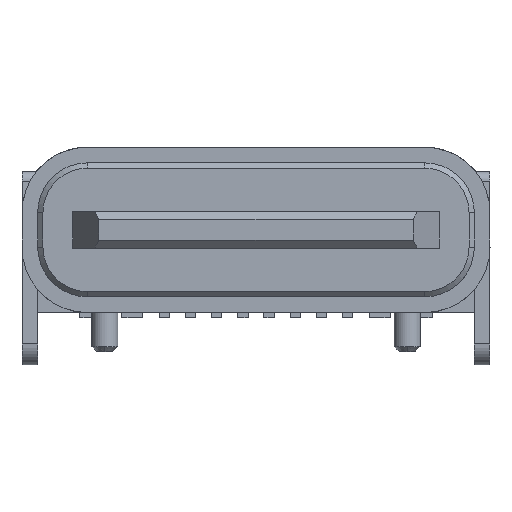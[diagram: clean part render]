
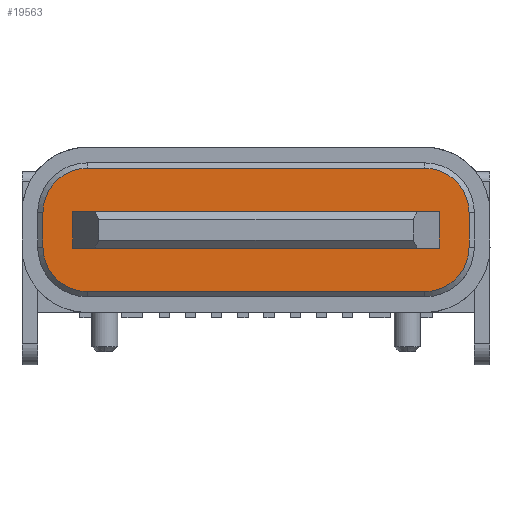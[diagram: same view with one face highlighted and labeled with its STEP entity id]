
A CAD part, front view. The second image highlights one B-rep face of the part: STEP entity #19563.
In plain terms, the highlighted planar face has unit normal (0, -1, 0).
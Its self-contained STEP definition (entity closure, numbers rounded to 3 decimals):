
#108 = VECTOR ( 'NONE', #9867, 1000. ) ;
#176 = VERTEX_POINT ( 'NONE', #4241 ) ;
#457 = VERTEX_POINT ( 'NONE', #3980 ) ;
#508 = DIRECTION ( 'NONE',  ( -1., 0., 0. ) ) ;
#774 = CARTESIAN_POINT ( 'NONE',  ( -3.5, 1.665, -0.35 ) ) ;
#1109 = LINE ( 'NONE', #24706, #6041 ) ;
#1317 = DIRECTION ( 'NONE',  ( 0., -1., 0. ) ) ;
#1494 = FACE_OUTER_BOUND ( 'NONE', #7989, .T. ) ;
#1502 = CARTESIAN_POINT ( 'NONE',  ( 4.07, 1.665, -0.33 ) ) ;
#1538 = ORIENTED_EDGE ( 'NONE', *, *, #11546, .T. ) ;
#1739 = EDGE_CURVE ( 'NONE', #176, #7038, #18860, .T. ) ;
#2316 = EDGE_CURVE ( 'NONE', #10450, #23796, #6197, .T. ) ;
#2577 = VERTEX_POINT ( 'NONE', #15869 ) ;
#2800 = AXIS2_PLACEMENT_3D ( 'NONE', #25447, #13571, #21521 ) ;
#3369 = CARTESIAN_POINT ( 'NONE',  ( -4.07, 1.665, 0.33 ) ) ;
#3424 = ORIENTED_EDGE ( 'NONE', *, *, #7681, .T. ) ;
#3621 = CARTESIAN_POINT ( 'NONE',  ( 3.22, 1.665, -0.33 ) ) ;
#3980 = CARTESIAN_POINT ( 'NONE',  ( -4.07, 1.665, 0.33 ) ) ;
#4235 = LINE ( 'NONE', #15755, #6023 ) ;
#4241 = CARTESIAN_POINT ( 'NONE',  ( -3.5, 1.665, 0.35 ) ) ;
#4357 = CARTESIAN_POINT ( 'NONE',  ( -3.22, 1.665, 1.18 ) ) ;
#5169 = DIRECTION ( 'NONE',  ( 1., 0., 0. ) ) ;
#5513 = ORIENTED_EDGE ( 'NONE', *, *, #5954, .T. ) ;
#5782 = AXIS2_PLACEMENT_3D ( 'NONE', #25273, #1317, #23316 ) ;
#5954 = EDGE_CURVE ( 'NONE', #2577, #25766, #1109, .T. ) ;
#6023 = VECTOR ( 'NONE', #16017, 1000. ) ;
#6041 = VECTOR ( 'NONE', #16846, 1000. ) ;
#6187 = CARTESIAN_POINT ( 'NONE',  ( 4.07, 1.665, 0.33 ) ) ;
#6197 = LINE ( 'NONE', #21929, #15633 ) ;
#6364 = VECTOR ( 'NONE', #508, 1000. ) ;
#6565 = ORIENTED_EDGE ( 'NONE', *, *, #19706, .T. ) ;
#7038 = VERTEX_POINT ( 'NONE', #774 ) ;
#7681 = EDGE_CURVE ( 'NONE', #25204, #457, #21125, .T. ) ;
#7703 = AXIS2_PLACEMENT_3D ( 'NONE', #17275, #19464, #17783 ) ;
#7989 = EDGE_LOOP ( 'NONE', ( #5513, #1538, #25184, #6565, #14342, #3424, #12793, #20776 ) ) ;
#8164 = CARTESIAN_POINT ( 'NONE',  ( 3.5, 1.665, -0.35 ) ) ;
#9303 = DIRECTION ( 'NONE',  ( 0., 0., -1. ) ) ;
#9431 = LINE ( 'NONE', #3369, #25130 ) ;
#9451 = CARTESIAN_POINT ( 'NONE',  ( 4.07, 1.665, 0.33 ) ) ;
#9464 = CARTESIAN_POINT ( 'NONE',  ( 3.22, 1.665, 1.18 ) ) ;
#9867 = DIRECTION ( 'NONE',  ( 1., 0., 0. ) ) ;
#9918 = DIRECTION ( 'NONE',  ( 1., 0., 0. ) ) ;
#10433 = EDGE_LOOP ( 'NONE', ( #23627, #14396, #10540, #19941 ) ) ;
#10450 = VERTEX_POINT ( 'NONE', #8164 ) ;
#10540 = ORIENTED_EDGE ( 'NONE', *, *, #1739, .F. ) ;
#11198 = VERTEX_POINT ( 'NONE', #9451 ) ;
#11546 = EDGE_CURVE ( 'NONE', #25766, #17183, #19344, .T. ) ;
#11969 = LINE ( 'NONE', #25414, #108 ) ;
#12793 = ORIENTED_EDGE ( 'NONE', *, *, #22522, .T. ) ;
#12820 = VECTOR ( 'NONE', #16898, 1000. ) ;
#12855 = CARTESIAN_POINT ( 'NONE',  ( 3.5, 1.665, 0.35 ) ) ;
#13554 = AXIS2_PLACEMENT_3D ( 'NONE', #19066, #18933, #5169 ) ;
#13571 = DIRECTION ( 'NONE',  ( 0., -1., 0. ) ) ;
#13789 = VERTEX_POINT ( 'NONE', #18361 ) ;
#13831 = DIRECTION ( 'NONE',  ( 0., -1., 0. ) ) ;
#14276 = CARTESIAN_POINT ( 'NONE',  ( -3.22, 1.665, 1.18 ) ) ;
#14342 = ORIENTED_EDGE ( 'NONE', *, *, #14775, .T. ) ;
#14396 = ORIENTED_EDGE ( 'NONE', *, *, #19907, .F. ) ;
#14775 = EDGE_CURVE ( 'NONE', #16500, #25204, #20550, .T. ) ;
#15205 = CIRCLE ( 'NONE', #2800, 0.85 ) ;
#15633 = VECTOR ( 'NONE', #25466, 1000. ) ;
#15755 = CARTESIAN_POINT ( 'NONE',  ( -3.5, 1.665, 0.35 ) ) ;
#15869 = CARTESIAN_POINT ( 'NONE',  ( -3.22, 1.665, -1.18 ) ) ;
#16017 = DIRECTION ( 'NONE',  ( -1., 0., 0. ) ) ;
#16500 = VERTEX_POINT ( 'NONE', #9464 ) ;
#16846 = DIRECTION ( 'NONE',  ( 1., 0., 0. ) ) ;
#16898 = DIRECTION ( 'NONE',  ( 0., 0., -1. ) ) ;
#17183 = VERTEX_POINT ( 'NONE', #1502 ) ;
#17275 = CARTESIAN_POINT ( 'NONE',  ( -3.22, 1.665, -0.33 ) ) ;
#17619 = LINE ( 'NONE', #6187, #22453 ) ;
#17783 = DIRECTION ( 'NONE',  ( 1., 0., 0. ) ) ;
#18361 = CARTESIAN_POINT ( 'NONE',  ( -4.07, 1.665, -0.33 ) ) ;
#18860 = LINE ( 'NONE', #22649, #12820 ) ;
#18933 = DIRECTION ( 'NONE',  ( 0., -1., 0. ) ) ;
#19066 = CARTESIAN_POINT ( 'NONE',  ( 3.22, 1.665, 0.33 ) ) ;
#19344 = CIRCLE ( 'NONE', #19735, 0.85 ) ;
#19464 = DIRECTION ( 'NONE',  ( 0., -1., 0. ) ) ;
#19563 = ADVANCED_FACE ( 'NONE', ( #1494, #20878 ), #21407, .T. ) ;
#19706 = EDGE_CURVE ( 'NONE', #11198, #16500, #15205, .T. ) ;
#19735 = AXIS2_PLACEMENT_3D ( 'NONE', #3621, #13831, #9918 ) ;
#19907 = EDGE_CURVE ( 'NONE', #7038, #10450, #11969, .T. ) ;
#19941 = ORIENTED_EDGE ( 'NONE', *, *, #22972, .F. ) ;
#20550 = LINE ( 'NONE', #14276, #6364 ) ;
#20776 = ORIENTED_EDGE ( 'NONE', *, *, #23537, .T. ) ;
#20878 = FACE_BOUND ( 'NONE', #10433, .T. ) ;
#21125 = CIRCLE ( 'NONE', #5782, 0.85 ) ;
#21407 = PLANE ( 'NONE',  #13554 ) ;
#21521 = DIRECTION ( 'NONE',  ( 1., 0., 0. ) ) ;
#21528 = DIRECTION ( 'NONE',  ( 0., 0., 1. ) ) ;
#21929 = CARTESIAN_POINT ( 'NONE',  ( 3.5, 1.665, -0.35 ) ) ;
#22453 = VECTOR ( 'NONE', #21528, 1000. ) ;
#22522 = EDGE_CURVE ( 'NONE', #457, #13789, #9431, .T. ) ;
#22649 = CARTESIAN_POINT ( 'NONE',  ( -3.5, 1.665, -0.35 ) ) ;
#22972 = EDGE_CURVE ( 'NONE', #23796, #176, #4235, .T. ) ;
#23316 = DIRECTION ( 'NONE',  ( 1., 0., 0. ) ) ;
#23537 = EDGE_CURVE ( 'NONE', #13789, #2577, #25180, .T. ) ;
#23627 = ORIENTED_EDGE ( 'NONE', *, *, #2316, .F. ) ;
#23796 = VERTEX_POINT ( 'NONE', #12855 ) ;
#24150 = EDGE_CURVE ( 'NONE', #17183, #11198, #17619, .T. ) ;
#24706 = CARTESIAN_POINT ( 'NONE',  ( 3.22, 1.665, -1.18 ) ) ;
#25062 = CARTESIAN_POINT ( 'NONE',  ( 3.22, 1.665, -1.18 ) ) ;
#25130 = VECTOR ( 'NONE', #9303, 1000. ) ;
#25180 = CIRCLE ( 'NONE', #7703, 0.85 ) ;
#25184 = ORIENTED_EDGE ( 'NONE', *, *, #24150, .T. ) ;
#25204 = VERTEX_POINT ( 'NONE', #4357 ) ;
#25273 = CARTESIAN_POINT ( 'NONE',  ( -3.22, 1.665, 0.33 ) ) ;
#25414 = CARTESIAN_POINT ( 'NONE',  ( -3.5, 1.665, -0.35 ) ) ;
#25447 = CARTESIAN_POINT ( 'NONE',  ( 3.22, 1.665, 0.33 ) ) ;
#25466 = DIRECTION ( 'NONE',  ( 0., 0., 1. ) ) ;
#25766 = VERTEX_POINT ( 'NONE', #25062 ) ;
